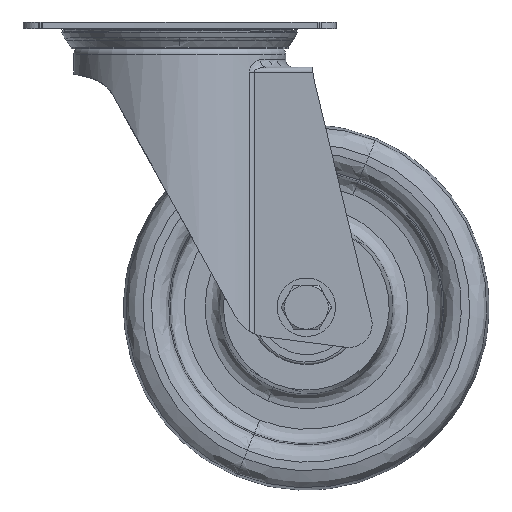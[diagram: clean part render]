
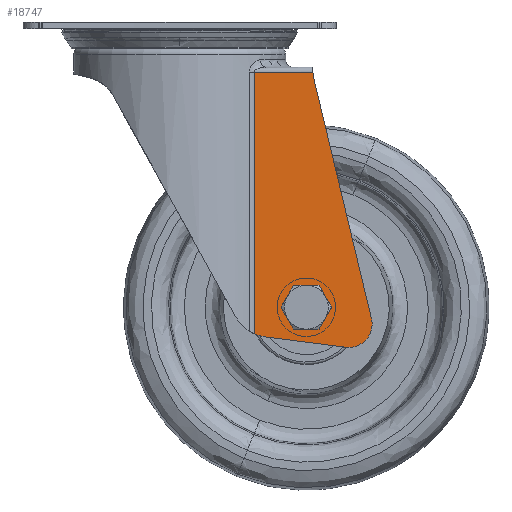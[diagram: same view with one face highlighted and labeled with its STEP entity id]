
A CAD part, top view. The second image highlights one B-rep face of the part: STEP entity #18747.
In plain terms, the highlighted planar face has unit normal (0, 0, 1).
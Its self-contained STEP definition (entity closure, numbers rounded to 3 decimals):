
#217 = AXIS2_PLACEMENT_3D ( 'NONE', #4542, #20537, #6855 ) ;
#318 = PLANE ( 'NONE',  #2647 ) ;
#385 = VECTOR ( 'NONE', #22010, 1000. ) ;
#640 = CARTESIAN_POINT ( 'NONE',  ( 52., -117., 32. ) ) ;
#756 = FACE_BOUND ( 'NONE', #13772, .T. ) ;
#1073 = LINE ( 'NONE', #12299, #18585 ) ;
#1647 = EDGE_LOOP ( 'NONE', ( #3374, #13561, #20064, #23654, #14295, #9379, #12849, #8294 ) ) ;
#2128 = DIRECTION ( 'NONE',  ( 0., 0., -1. ) ) ;
#2196 = LINE ( 'NONE', #2650, #14285 ) ;
#2647 = AXIS2_PLACEMENT_3D ( 'NONE', #25447, #11764, #27737 ) ;
#2650 = CARTESIAN_POINT ( 'NONE',  ( 30.615, -18.966, 32. ) ) ;
#2940 = DIRECTION ( 'NONE',  ( 0., 1., 0. ) ) ;
#3132 = ORIENTED_EDGE ( 'NONE', *, *, #18787, .T. ) ;
#3288 = VERTEX_POINT ( 'NONE', #4050 ) ;
#3374 = ORIENTED_EDGE ( 'NONE', *, *, #12464, .F. ) ;
#4050 = CARTESIAN_POINT ( 'NONE',  ( 30.615, -127.847, 32. ) ) ;
#4109 = VERTEX_POINT ( 'NONE', #28749 ) ;
#4185 = AXIS2_PLACEMENT_3D ( 'NONE', #21066, #7385, #23333 ) ;
#4542 = CARTESIAN_POINT ( 'NONE',  ( 69.472, -123.972, 32. ) ) ;
#4883 = DIRECTION ( 'NONE',  ( 0., 0., 1. ) ) ;
#5043 = VERTEX_POINT ( 'NONE', #5337 ) ;
#5241 = CIRCLE ( 'NONE', #12168, 6.1 ) ;
#5337 = CARTESIAN_POINT ( 'NONE',  ( 68.263, -133.395, 32. ) ) ;
#5783 = CARTESIAN_POINT ( 'NONE',  ( 69.472, -123.972, 32. ) ) ;
#6043 = CARTESIAN_POINT ( 'NONE',  ( 76.532, -20.5, 32. ) ) ;
#6855 = DIRECTION ( 'NONE',  ( 0., 1., 0. ) ) ;
#6952 = VERTEX_POINT ( 'NONE', #15680 ) ;
#7385 = DIRECTION ( 'NONE',  ( 0., 0., -1. ) ) ;
#7708 = DIRECTION ( 'NONE',  ( 0.233, -0.972, 0. ) ) ;
#7862 = EDGE_CURVE ( 'NONE', #22627, #3288, #2196, .T. ) ;
#8049 = EDGE_CURVE ( 'NONE', #22886, #22627, #9639, .T. ) ;
#8068 = DIRECTION ( 'NONE',  ( 0., 1., 0. ) ) ;
#8294 = ORIENTED_EDGE ( 'NONE', *, *, #7862, .T. ) ;
#9058 = EDGE_CURVE ( 'NONE', #14651, #4109, #14954, .T. ) ;
#9283 = VECTOR ( 'NONE', #23882, 1000. ) ;
#9379 = ORIENTED_EDGE ( 'NONE', *, *, #11280, .F. ) ;
#9608 = CARTESIAN_POINT ( 'NONE',  ( 55.052, -23.218, 32. ) ) ;
#9639 = LINE ( 'NONE', #6043, #385 ) ;
#10441 = AXIS2_PLACEMENT_3D ( 'NONE', #18607, #4883, #20877 ) ;
#11280 = EDGE_CURVE ( 'NONE', #22886, #12922, #18414, .T. ) ;
#11764 = DIRECTION ( 'NONE',  ( 0., 0., -1. ) ) ;
#11976 = ORIENTED_EDGE ( 'NONE', *, *, #29259, .T. ) ;
#12168 = AXIS2_PLACEMENT_3D ( 'NONE', #640, #16621, #2940 ) ;
#12288 = EDGE_CURVE ( 'NONE', #5043, #6952, #27509, .T. ) ;
#12299 = CARTESIAN_POINT ( 'NONE',  ( 55.052, -23.218, 32. ) ) ;
#12464 = EDGE_CURVE ( 'NONE', #6952, #3288, #17527, .T. ) ;
#12608 = CARTESIAN_POINT ( 'NONE',  ( 68.263, -133.395, 32. ) ) ;
#12849 = ORIENTED_EDGE ( 'NONE', *, *, #8049, .T. ) ;
#12922 = VERTEX_POINT ( 'NONE', #9608 ) ;
#12994 = EDGE_CURVE ( 'NONE', #12922, #14651, #1073, .T. ) ;
#13561 = ORIENTED_EDGE ( 'NONE', *, *, #12288, .F. ) ;
#13717 = DIRECTION ( 'NONE',  ( 0., -1., 0. ) ) ;
#13772 = EDGE_LOOP ( 'NONE', ( #3132, #11976 ) ) ;
#14285 = VECTOR ( 'NONE', #13717, 1000. ) ;
#14295 = ORIENTED_EDGE ( 'NONE', *, *, #12994, .F. ) ;
#14629 = VERTEX_POINT ( 'NONE', #24178 ) ;
#14651 = VERTEX_POINT ( 'NONE', #22773 ) ;
#14954 = CIRCLE ( 'NONE', #26071, 9.5 ) ;
#15626 = CARTESIAN_POINT ( 'NONE',  ( 54.689, -20.5, 32. ) ) ;
#15680 = CARTESIAN_POINT ( 'NONE',  ( 35.279, -129.163, 32. ) ) ;
#15796 = CARTESIAN_POINT ( 'NONE',  ( 37.378, -112.797, 32. ) ) ;
#16102 = EDGE_CURVE ( 'NONE', #4109, #5043, #23147, .T. ) ;
#16336 = AXIS2_PLACEMENT_3D ( 'NONE', #15796, #2128, #18120 ) ;
#16621 = DIRECTION ( 'NONE',  ( 0., 0., -1. ) ) ;
#17527 = CIRCLE ( 'NONE', #16336, 16.5 ) ;
#18120 = DIRECTION ( 'NONE',  ( 0., 1., 0. ) ) ;
#18414 = CIRCLE ( 'NONE', #10441, 21.897 ) ;
#18585 = VECTOR ( 'NONE', #7708, 1000. ) ;
#18607 = CARTESIAN_POINT ( 'NONE',  ( 76.532, -18.966, 32. ) ) ;
#18747 = ADVANCED_FACE ( 'NONE', ( #756, #24337 ), #318, .F. ) ;
#18787 = EDGE_CURVE ( 'NONE', #27197, #14629, #28223, .T. ) ;
#20064 = ORIENTED_EDGE ( 'NONE', *, *, #16102, .F. ) ;
#20537 = DIRECTION ( 'NONE',  ( 0., 0., -1. ) ) ;
#20877 = DIRECTION ( 'NONE',  ( 0., 1., 0. ) ) ;
#21066 = CARTESIAN_POINT ( 'NONE',  ( 52., -117., 32. ) ) ;
#21763 = DIRECTION ( 'NONE',  ( 0., 0., -1. ) ) ;
#22010 = DIRECTION ( 'NONE',  ( -1., 0., 0. ) ) ;
#22627 = VERTEX_POINT ( 'NONE', #23219 ) ;
#22773 = CARTESIAN_POINT ( 'NONE',  ( 78.709, -121.754, 32. ) ) ;
#22886 = VERTEX_POINT ( 'NONE', #15626 ) ;
#23147 = CIRCLE ( 'NONE', #217, 9.5 ) ;
#23219 = CARTESIAN_POINT ( 'NONE',  ( 30.615, -20.5, 32. ) ) ;
#23333 = DIRECTION ( 'NONE',  ( 0., 1., 0. ) ) ;
#23654 = ORIENTED_EDGE ( 'NONE', *, *, #9058, .F. ) ;
#23882 = DIRECTION ( 'NONE',  ( -0.992, 0.127, 0. ) ) ;
#24178 = CARTESIAN_POINT ( 'NONE',  ( 52., -123.1, 32. ) ) ;
#24337 = FACE_OUTER_BOUND ( 'NONE', #1647, .T. ) ;
#25447 = CARTESIAN_POINT ( 'NONE',  ( 76.532, -18.966, 32. ) ) ;
#26071 = AXIS2_PLACEMENT_3D ( 'NONE', #5783, #21763, #8068 ) ;
#26738 = CARTESIAN_POINT ( 'NONE',  ( 52., -110.9, 32. ) ) ;
#27197 = VERTEX_POINT ( 'NONE', #26738 ) ;
#27509 = LINE ( 'NONE', #12608, #9283 ) ;
#27737 = DIRECTION ( 'NONE',  ( 0., 1., 0. ) ) ;
#28223 = CIRCLE ( 'NONE', #4185, 6.1 ) ;
#28749 = CARTESIAN_POINT ( 'NONE',  ( 69.472, -133.472, 32. ) ) ;
#29259 = EDGE_CURVE ( 'NONE', #14629, #27197, #5241, .T. ) ;
